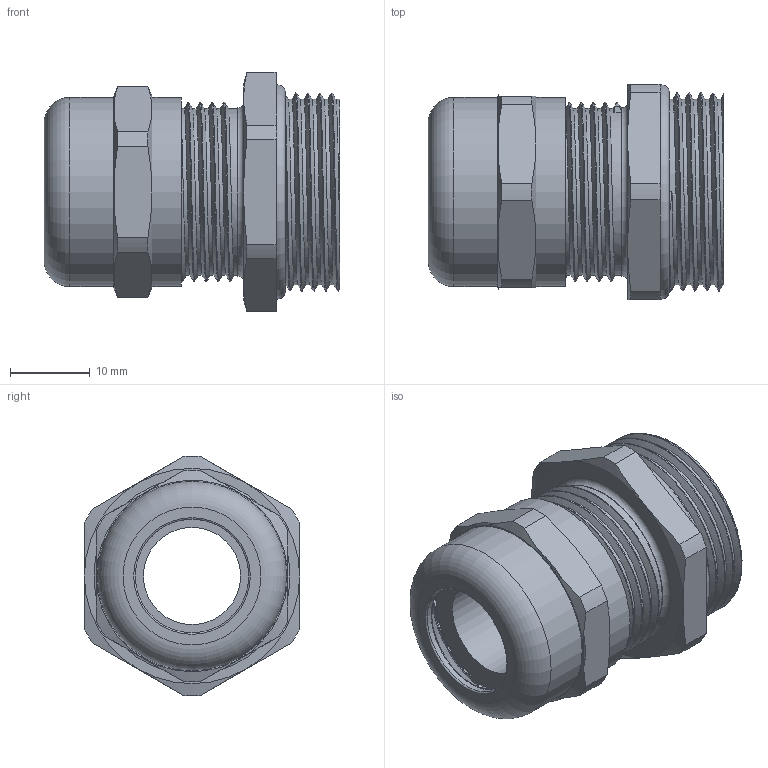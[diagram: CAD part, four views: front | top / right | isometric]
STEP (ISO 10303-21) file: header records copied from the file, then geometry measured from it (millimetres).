
FILE_DESCRIPTION(/* description */ ('Euro-Top-M 25 Edelstahl, KB: 7-12 mm'),/* implementation_level */ '2;1');
FILE_NAME(/* name */ '90180525-RST.stp',/* time_stamp */ '2019-12-12T14:00:35+01:00',/* author */ ('sl'),/* organization */ (''),/* preprocessor_version */ 'ST-DEVELOPER v16.5',/* originating_system */ 'Autodesk Inventor 2017',/* authorisation */ '');
FILE_SCHEMA (('AUTOMOTIVE_DESIGN { 1 0 10303 214 3 1 1 }'));
Length unit declared in the file: millimetre
Products named in the file (6): 90180525; 90080525; 90180525_1; 90080525_1; 90080525_2; 90080525_3
Assembly tree (5 placements, depth 2):
  90180525
    90080525
    90180525_1
    90080525_1
    90080525_2
    90080525_3
Bounding box: 37.07 x 27 x 30.06 mm (x, y, z)
Volume: 7423.6 mm3; surface area: 11998.5 mm2
Topology: 5 solids, 5 shells, 479 faces, 1182 edges, 721 vertices
Faces by surface type: cylinder 168, plane 153, torus 61, bspline 44, cone 35, sphere 18
Full cylindrical faces by diameter (mm): 12.2 x1, 14.23 x1, 14.38 x1, 16.92 x1, 17.27 x2, 18 x1, 18.33 x1, 19.15 x1, 19.16 x1, 20.48 x1, 20.88 x1, 20.948 x6, 21.26 x8, 23.318 x4, 23.71 x2
Entity records: 18587 total; most frequent: CARTESIAN_POINT 7764, DIRECTION 2352, ORIENTED_EDGE 2176, EDGE_CURVE 1088, AXIS2_PLACEMENT_3D 976, VERTEX_POINT 677, CIRCLE 548, EDGE_LOOP 511
